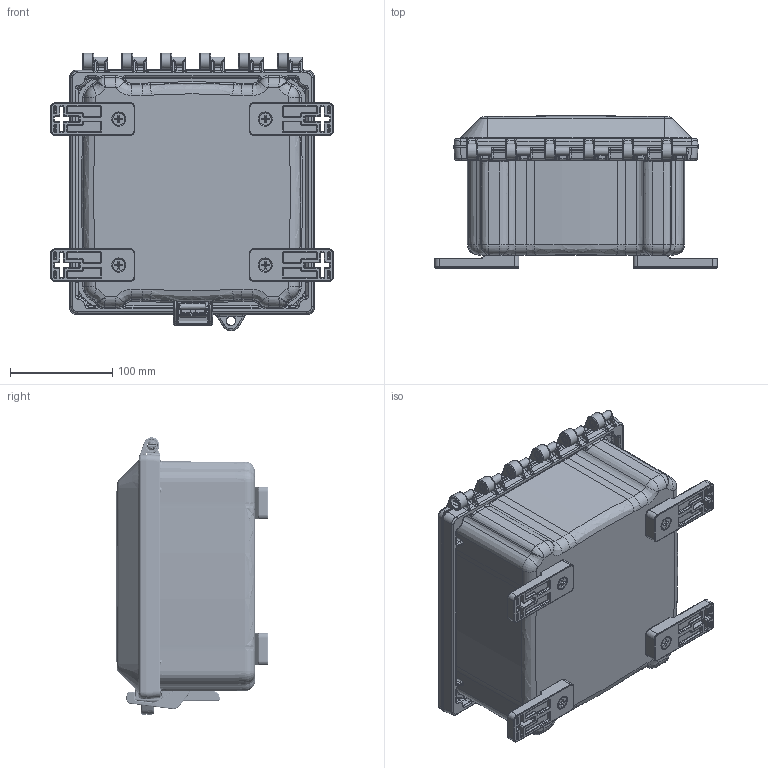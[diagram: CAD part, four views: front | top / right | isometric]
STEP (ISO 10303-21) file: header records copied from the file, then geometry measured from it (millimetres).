
FILE_DESCRIPTION (( 'STEP AP214' ), '1' );
FILE_NAME ('AH884.STEP', '2020-10-06T16:41:10', ( '' ), ( '' ), 'SwSTEP 2.0', 'SolidWorks 2019', '' );
FILE_SCHEMA (( 'AUTOMOTIVE_DESIGN' ));
Length unit declared in the file: inch
Products named in the file (1): AH884
Bounding box: 276.66 x 148.65 x 271.18 mm (x, y, z)
Volume: 1095507.9 mm3; surface area: 543646.9 mm2
Topology: 25 solids, 25 shells, 4007 faces, 9494 edges, 5584 vertices
Faces by surface type: cylinder 1462, bspline 1311, plane 937, cone 243, torus 54
Full cylindrical faces by diameter (mm): 3.967 x8, 4.953 x4, 4.976 x4, 5.08 x2, 6.35 x8, 6.604 x8, 6.731 x4, 7.937 x6, 7.938 x4, 8 x8, 8.191 x4, 8.319 x6, 9.525 x1, 9.906 x4, 10 x4, 11.43 x1
Entity records: 197536 total; most frequent: CARTESIAN_POINT 121657, ORIENTED_EDGE 18392, DIRECTION 11480, EDGE_CURVE 9196, VERTEX_POINT 5484, EDGE_LOOP 4324, FACE_OUTER_BOUND 4119, AXIS2_PLACEMENT_3D 4095
